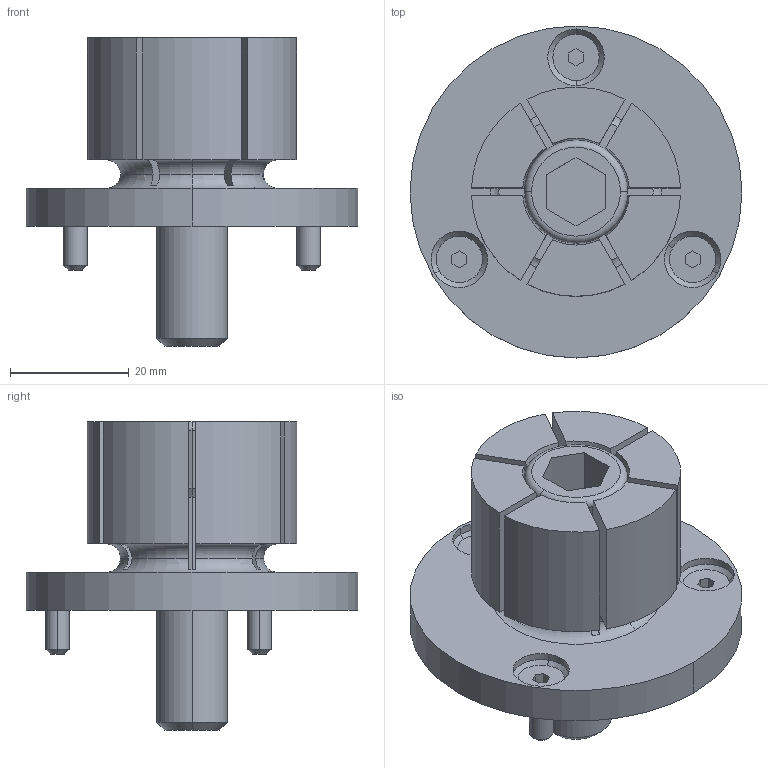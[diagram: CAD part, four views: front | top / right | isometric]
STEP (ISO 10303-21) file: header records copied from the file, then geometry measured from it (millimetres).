
FILE_DESCRIPTION (( 'STEP AP203' ), '1' );
FILE_NAME ('mbid12.STEP', '2019-12-04T04:52:13', ( '' ), ( '' ), 'SwSTEP 2.0', 'SolidWorks 2018', '' );
FILE_SCHEMA (( 'CONFIG_CONTROL_DESIGN' ));
Length unit declared in the file: millimetre
Products named in the file (6): mbid12_01; mbid12_05; mbid12_02; mbid12; mbid12_03; mbid12_04
Assembly tree (5 placements, depth 2):
  mbid12
    mbid12_01
    mbid12_02
    mbid12_03
    mbid12_04
    mbid12_05
Bounding box: 56 x 56 x 52 mm (x, y, z)
Volume: 37178.4 mm3; surface area: 16657.4 mm2
Topology: 5 solids, 5 shells, 161 faces, 401 edges, 254 vertices
Faces by surface type: plane 74, cylinder 44, cone 31, torus 12
Entity records: 5691 total; most frequent: CARTESIAN_POINT 1152, DIRECTION 855, ORIENTED_EDGE 802, EDGE_CURVE 401, AXIS2_PLACEMENT_3D 321, VERTEX_POINT 254, LINE 213, VECTOR 213
